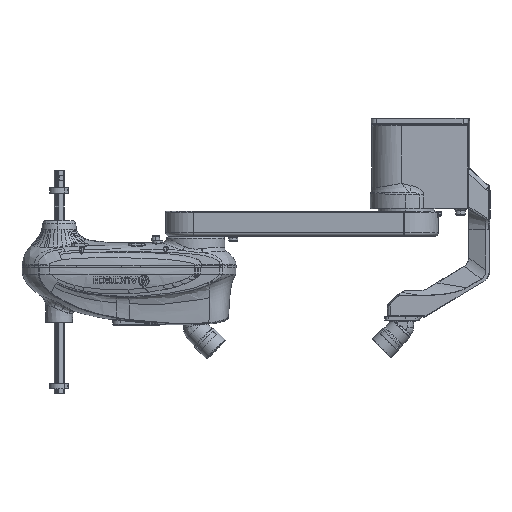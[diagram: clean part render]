
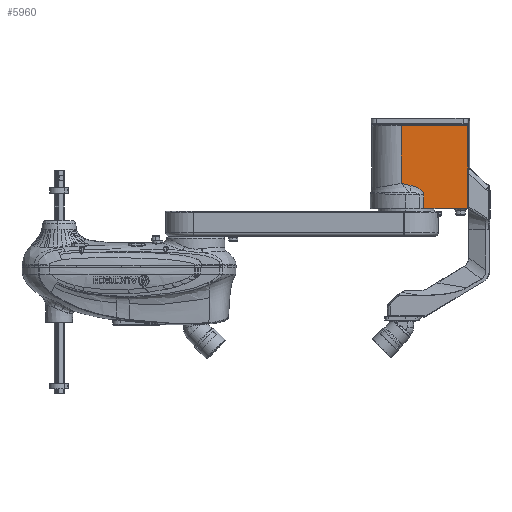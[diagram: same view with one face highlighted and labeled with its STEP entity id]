
A CAD part, front view. The second image highlights one B-rep face of the part: STEP entity #5960.
In plain terms, the highlighted face is planar.
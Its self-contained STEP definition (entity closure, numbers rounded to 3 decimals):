
#5960 = ADVANCED_FACE ( 'NONE', ( #126192 ), #138555, .F. ) ;
#8034 = DIRECTION ( 'NONE',  ( 0., 0., 1. ) ) ;
#11750 = CARTESIAN_POINT ( 'NONE',  ( 128.947, 70.868, 1423.001 ) ) ;
#12355 = CARTESIAN_POINT ( 'NONE',  ( 114.465, 60.001, 1423.001 ) ) ;
#12978 = CARTESIAN_POINT ( 'NONE',  ( 128.408, 69.942, 1423.001 ) ) ;
#15847 = ORIENTED_EDGE ( 'NONE', *, *, #108206, .T. ) ;
#17450 = AXIS2_PLACEMENT_3D ( 'NONE', #65658, #8034, #168291 ) ;
#18439 = CARTESIAN_POINT ( 'NONE',  ( 130.32, 104.644, 1423.001 ) ) ;
#20269 = LINE ( 'NONE', #94087, #40637 ) ;
#23705 = DIRECTION ( 'NONE',  ( -1., 0., 0. ) ) ;
#27158 = LINE ( 'NONE', #181766, #176796 ) ;
#28668 = DIRECTION ( 'NONE',  ( 0., 1., 0. ) ) ;
#28745 = CARTESIAN_POINT ( 'NONE',  ( 118.396, 61.636, 1423.001 ) ) ;
#29894 = CARTESIAN_POINT ( 'NONE',  ( 130.32, 76.374, 1423.001 ) ) ;
#31735 = CARTESIAN_POINT ( 'NONE',  ( 218.834, -63.356, 1423.001 ) ) ;
#34396 = VECTOR ( 'NONE', #113730, 1000. ) ;
#34621 = ORIENTED_EDGE ( 'NONE', *, *, #76287, .T. ) ;
#38929 = LINE ( 'NONE', #139177, #34396 ) ;
#40231 = CARTESIAN_POINT ( 'NONE',  ( 122.094, 63.732, 1423.001 ) ) ;
#40637 = VECTOR ( 'NONE', #23705, 1000. ) ;
#42692 = CARTESIAN_POINT ( 'NONE',  ( 129.26, 71.511, 1423.001 ) ) ;
#52925 = CARTESIAN_POINT ( 'NONE',  ( 106.217, 57.776, 1423.001 ) ) ;
#56054 = CARTESIAN_POINT ( 'NONE',  ( 128.217, 69.639, 1423.001 ) ) ;
#56680 = CARTESIAN_POINT ( 'NONE',  ( 121.494, 63.351, 1423.001 ) ) ;
#56991 = VERTEX_POINT ( 'NONE', #150487 ) ;
#57291 = CARTESIAN_POINT ( 'NONE',  ( 130.32, 75.651, 1423.001 ) ) ;
#58454 = CARTESIAN_POINT ( 'NONE',  ( 84.834, 104.644, 1423.001 ) ) ;
#58606 = ORIENTED_EDGE ( 'NONE', *, *, #159179, .T. ) ;
#65658 = CARTESIAN_POINT ( 'NONE',  ( 24.834, 104.644, 1423.001 ) ) ;
#66402 = CARTESIAN_POINT ( 'NONE',  ( 91.467, 54.828, 1423.001 ) ) ;
#66985 = B_SPLINE_CURVE_WITH_KNOTS ( 'NONE', 3,
 ( #139742, #52925, #183488, #115536, #144093, #12355, #114291, #28745, #157449, #56680, #40231, #171986, #141620, #173237, #85814, #99739, #84585, #56054, #12978, #11750, #42692, #69357, #187249, #71219, #171368, #70610, #57291, #158074 ),
 .UNSPECIFIED., .F., .F.,
 ( 4, 2, 2, 2, 2, 2, 2, 2, 2, 2, 2, 2, 2, 4 ),
 ( 0., 0.004, 0.009, 0.013, 0.017, 0.019, 0.021, 0.026, 0.027, 0.028, 0.03, 0.031, 0.032, 0.034 ),
 .UNSPECIFIED. ) ;
#69357 = CARTESIAN_POINT ( 'NONE',  ( 129.649, 72.517, 1423.001 ) ) ;
#70610 = CARTESIAN_POINT ( 'NONE',  ( 130.25, 74.941, 1423.001 ) ) ;
#71219 = CARTESIAN_POINT ( 'NONE',  ( 129.963, 73.547, 1423.001 ) ) ;
#76287 = EDGE_CURVE ( 'NONE', #166050, #144907, #66985, .T. ) ;
#76550 = EDGE_CURVE ( 'NONE', #158007, #156150, #77370, .T. ) ;
#77370 = LINE ( 'NONE', #58454, #170268 ) ;
#78762 = CARTESIAN_POINT ( 'NONE',  ( 104.811, 57.534, 1423.001 ) ) ;
#79234 = EDGE_CURVE ( 'NONE', #156150, #166050, #122804, .T. ) ;
#81001 = CARTESIAN_POINT ( 'NONE',  ( 98.119, 56.278, 1423.001 ) ) ;
#84585 = CARTESIAN_POINT ( 'NONE',  ( 127.812, 69.046, 1423.001 ) ) ;
#85814 = CARTESIAN_POINT ( 'NONE',  ( 126.496, 67.344, 1423.001 ) ) ;
#90776 = ORIENTED_EDGE ( 'NONE', *, *, #76550, .T. ) ;
#91111 = VECTOR ( 'NONE', #95109, 1000. ) ;
#93701 = CARTESIAN_POINT ( 'NONE',  ( 84.834, 53.294, 1423.001 ) ) ;
#94087 = CARTESIAN_POINT ( 'NONE',  ( 219.834, -63.356, 1423.001 ) ) ;
#94417 = ORIENTED_EDGE ( 'NONE', *, *, #182258, .T. ) ;
#94924 = DIRECTION ( 'NONE',  ( 0., -1., 0. ) ) ;
#95109 = DIRECTION ( 'NONE',  ( 0., 1., 0. ) ) ;
#99739 = CARTESIAN_POINT ( 'NONE',  ( 127.599, 68.754, 1423.001 ) ) ;
#108206 = EDGE_CURVE ( 'NONE', #122741, #158007, #20269, .T. ) ;
#109486 = CARTESIAN_POINT ( 'NONE',  ( 88.151, 54.058, 1423.001 ) ) ;
#113730 = DIRECTION ( 'NONE',  ( 1., 0., 0. ) ) ;
#114291 = CARTESIAN_POINT ( 'NONE',  ( 115.799, 60.502, 1423.001 ) ) ;
#115536 = CARTESIAN_POINT ( 'NONE',  ( 110.38, 58.73, 1423.001 ) ) ;
#122741 = VERTEX_POINT ( 'NONE', #31735 ) ;
#122804 = B_SPLINE_CURVE_WITH_KNOTS ( 'NONE', 3,
 ( #93701, #109486, #66402, #81001, #166548, #139295 ),
 .UNSPECIFIED., .F., .F.,
 ( 4, 2, 4 ),
 ( 0., 0.01, 0.02 ),
 .UNSPECIFIED. ) ;
#126192 = FACE_OUTER_BOUND ( 'NONE', #157957, .T. ) ;
#131440 = ORIENTED_EDGE ( 'NONE', *, *, #79234, .T. ) ;
#131709 = CARTESIAN_POINT ( 'NONE',  ( 84.834, -63.356, 1423.001 ) ) ;
#138555 = PLANE ( 'NONE',  #17450 ) ;
#139177 = CARTESIAN_POINT ( 'NONE',  ( 130.32, 103.644, 1423.001 ) ) ;
#139295 = CARTESIAN_POINT ( 'NONE',  ( 104.811, 57.534, 1423.001 ) ) ;
#139742 = CARTESIAN_POINT ( 'NONE',  ( 104.811, 57.534, 1423.001 ) ) ;
#141620 = CARTESIAN_POINT ( 'NONE',  ( 123.843, 64.98, 1423.001 ) ) ;
#144093 = CARTESIAN_POINT ( 'NONE',  ( 111.752, 59.114, 1423.001 ) ) ;
#144907 = VERTEX_POINT ( 'NONE', #29894 ) ;
#145443 = LINE ( 'NONE', #18439, #91111 ) ;
#150487 = CARTESIAN_POINT ( 'NONE',  ( 218.834, 103.644, 1423.001 ) ) ;
#156150 = VERTEX_POINT ( 'NONE', #163589 ) ;
#157449 = CARTESIAN_POINT ( 'NONE',  ( 119.661, 62.27, 1423.001 ) ) ;
#157957 = EDGE_LOOP ( 'NONE', ( #94417, #15847, #90776, #131440, #34621, #158183, #58606 ) ) ;
#158007 = VERTEX_POINT ( 'NONE', #131709 ) ;
#158074 = CARTESIAN_POINT ( 'NONE',  ( 130.32, 76.374, 1423.001 ) ) ;
#158183 = ORIENTED_EDGE ( 'NONE', *, *, #159955, .T. ) ;
#159179 = EDGE_CURVE ( 'NONE', #174712, #56991, #38929, .T. ) ;
#159955 = EDGE_CURVE ( 'NONE', #144907, #174712, #145443, .T. ) ;
#163589 = CARTESIAN_POINT ( 'NONE',  ( 84.834, 53.294, 1423.001 ) ) ;
#166050 = VERTEX_POINT ( 'NONE', #78762 ) ;
#166548 = CARTESIAN_POINT ( 'NONE',  ( 101.454, 56.958, 1423.001 ) ) ;
#168291 = DIRECTION ( 'NONE',  ( 1., 0., 0. ) ) ;
#170268 = VECTOR ( 'NONE', #28668, 1000. ) ;
#171368 = CARTESIAN_POINT ( 'NONE',  ( 130.047, 73.893, 1423.001 ) ) ;
#171986 = CARTESIAN_POINT ( 'NONE',  ( 123.269, 64.547, 1423.001 ) ) ;
#173237 = CARTESIAN_POINT ( 'NONE',  ( 125.489, 66.344, 1423.001 ) ) ;
#174712 = VERTEX_POINT ( 'NONE', #180367 ) ;
#176796 = VECTOR ( 'NONE', #94924, 1000. ) ;
#180367 = CARTESIAN_POINT ( 'NONE',  ( 130.32, 103.644, 1423.001 ) ) ;
#181766 = CARTESIAN_POINT ( 'NONE',  ( 218.834, 104.644, 1423.001 ) ) ;
#182258 = EDGE_CURVE ( 'NONE', #56991, #122741, #27158, .T. ) ;
#183488 = CARTESIAN_POINT ( 'NONE',  ( 107.613, 58.061, 1423.001 ) ) ;
#187249 = CARTESIAN_POINT ( 'NONE',  ( 129.764, 72.859, 1423.001 ) ) ;
